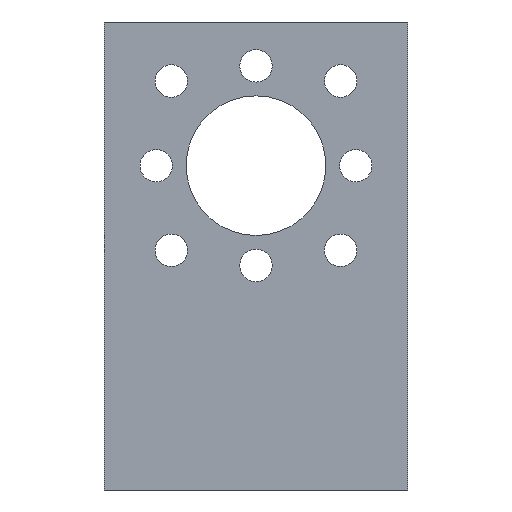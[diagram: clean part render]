
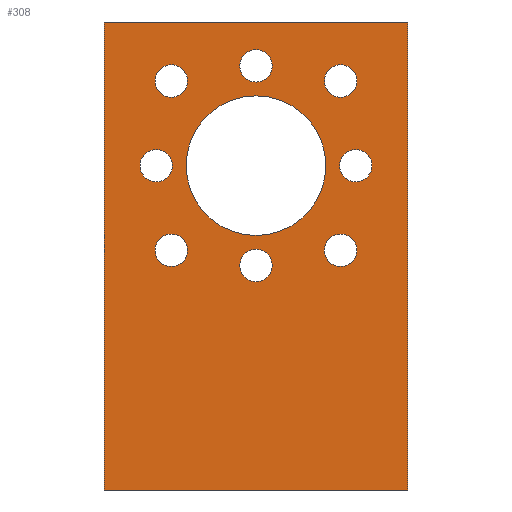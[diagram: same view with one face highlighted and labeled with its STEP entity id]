
A CAD part, left-side view. The second image highlights one B-rep face of the part: STEP entity #308.
In plain terms, the highlighted planar face has unit normal (-1, 0, 0).
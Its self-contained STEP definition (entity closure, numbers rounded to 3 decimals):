
#85=CARTESIAN_POINT('Vertex',(-6.,19.,-40.64)) ;
#90=CARTESIAN_POINT('Line Origine',(-6.,19.,-11.32)) ;
#94=CARTESIAN_POINT('Vertex',(-6.,19.,18.)) ;
#116=CARTESIAN_POINT('Axis2P3D Location',(-6.,0.,0.)) ;
#121=CARTESIAN_POINT('Line Origine',(-6.,0.,18.)) ;
#125=CARTESIAN_POINT('Vertex',(-6.,-19.,18.)) ;
#128=CARTESIAN_POINT('Line Origine',(-6.,0.,-40.64)) ;
#132=CARTESIAN_POINT('Vertex',(-6.,-19.,-40.64)) ;
#135=CARTESIAN_POINT('Line Origine',(-6.,-19.,-11.32)) ;
#146=CARTESIAN_POINT('Axis2P3D Location',(-6.,0.,0.)) ;
#150=CARTESIAN_POINT('Vertex',(-6.,8.75,0.)) ;
#152=CARTESIAN_POINT('Vertex',(-6.,-8.75,0.)) ;
#155=CARTESIAN_POINT('Axis2P3D Location',(-6.,0.,0.)) ;
#164=CARTESIAN_POINT('Axis2P3D Location',(-6.,0.,12.5)) ;
#168=CARTESIAN_POINT('Vertex',(-6.,2.032,12.5)) ;
#170=CARTESIAN_POINT('Vertex',(-6.,-2.032,12.5)) ;
#173=CARTESIAN_POINT('Axis2P3D Location',(-6.,0.,12.5)) ;
#182=CARTESIAN_POINT('Axis2P3D Location',(-6.,-12.5,0.)) ;
#186=CARTESIAN_POINT('Vertex',(-6.,-12.5,2.032)) ;
#188=CARTESIAN_POINT('Vertex',(-6.,-12.5,-2.032)) ;
#191=CARTESIAN_POINT('Axis2P3D Location',(-6.,-12.5,0.)) ;
#200=CARTESIAN_POINT('Axis2P3D Location',(-6.,0.,-12.5)) ;
#204=CARTESIAN_POINT('Vertex',(-6.,-2.032,-12.5)) ;
#206=CARTESIAN_POINT('Vertex',(-6.,2.032,-12.5)) ;
#209=CARTESIAN_POINT('Axis2P3D Location',(-6.,0.,-12.5)) ;
#218=CARTESIAN_POINT('Axis2P3D Location',(-6.,12.5,0.)) ;
#222=CARTESIAN_POINT('Vertex',(-6.,12.5,-2.032)) ;
#224=CARTESIAN_POINT('Vertex',(-6.,12.5,2.032)) ;
#227=CARTESIAN_POINT('Axis2P3D Location',(-6.,12.5,0.)) ;
#236=CARTESIAN_POINT('Axis2P3D Location',(-6.,10.607,10.607)) ;
#240=CARTESIAN_POINT('Vertex',(-6.,12.62,10.335)) ;
#242=CARTESIAN_POINT('Vertex',(-6.,8.593,10.878)) ;
#245=CARTESIAN_POINT('Axis2P3D Location',(-6.,10.607,10.607)) ;
#254=CARTESIAN_POINT('Axis2P3D Location',(-6.,-10.607,10.607)) ;
#258=CARTESIAN_POINT('Vertex',(-6.,-10.335,12.62)) ;
#260=CARTESIAN_POINT('Vertex',(-6.,-10.878,8.593)) ;
#263=CARTESIAN_POINT('Axis2P3D Location',(-6.,-10.607,10.607)) ;
#272=CARTESIAN_POINT('Axis2P3D Location',(-6.,-10.607,-10.607)) ;
#276=CARTESIAN_POINT('Vertex',(-6.,-12.62,-10.335)) ;
#278=CARTESIAN_POINT('Vertex',(-6.,-8.593,-10.878)) ;
#281=CARTESIAN_POINT('Axis2P3D Location',(-6.,-10.607,-10.607)) ;
#290=CARTESIAN_POINT('Axis2P3D Location',(-6.,10.607,-10.607)) ;
#294=CARTESIAN_POINT('Vertex',(-6.,10.335,-12.62)) ;
#296=CARTESIAN_POINT('Vertex',(-6.,10.878,-8.593)) ;
#299=CARTESIAN_POINT('Axis2P3D Location',(-6.,10.607,-10.607)) ;
#91=DIRECTION('Vector Direction',(0.,0.,1.)) ;
#117=DIRECTION('Axis2P3D Direction',(1.,0.,0.)) ;
#118=DIRECTION('Axis2P3D XDirection',(0.,1.,0.)) ;
#122=DIRECTION('Vector Direction',(0.,1.,0.)) ;
#129=DIRECTION('Vector Direction',(0.,-1.,0.)) ;
#136=DIRECTION('Vector Direction',(0.,0.,-1.)) ;
#147=DIRECTION('Axis2P3D Direction',(1.,0.,0.)) ;
#156=DIRECTION('Axis2P3D Direction',(1.,0.,0.)) ;
#165=DIRECTION('Axis2P3D Direction',(1.,0.,0.)) ;
#174=DIRECTION('Axis2P3D Direction',(1.,0.,0.)) ;
#183=DIRECTION('Axis2P3D Direction',(1.,0.,0.)) ;
#192=DIRECTION('Axis2P3D Direction',(1.,0.,0.)) ;
#201=DIRECTION('Axis2P3D Direction',(1.,0.,0.)) ;
#210=DIRECTION('Axis2P3D Direction',(1.,0.,0.)) ;
#219=DIRECTION('Axis2P3D Direction',(1.,0.,0.)) ;
#228=DIRECTION('Axis2P3D Direction',(1.,0.,0.)) ;
#237=DIRECTION('Axis2P3D Direction',(1.,0.,0.)) ;
#246=DIRECTION('Axis2P3D Direction',(1.,0.,0.)) ;
#255=DIRECTION('Axis2P3D Direction',(1.,0.,0.)) ;
#264=DIRECTION('Axis2P3D Direction',(1.,0.,0.)) ;
#273=DIRECTION('Axis2P3D Direction',(1.,0.,0.)) ;
#282=DIRECTION('Axis2P3D Direction',(1.,0.,0.)) ;
#291=DIRECTION('Axis2P3D Direction',(1.,0.,0.)) ;
#300=DIRECTION('Axis2P3D Direction',(1.,0.,0.)) ;
#119=AXIS2_PLACEMENT_3D('Plane Axis2P3D',#116,#117,#118) ;
#148=AXIS2_PLACEMENT_3D('Circle Axis2P3D',#146,#147,$) ;
#157=AXIS2_PLACEMENT_3D('Circle Axis2P3D',#155,#156,$) ;
#166=AXIS2_PLACEMENT_3D('Circle Axis2P3D',#164,#165,$) ;
#175=AXIS2_PLACEMENT_3D('Circle Axis2P3D',#173,#174,$) ;
#184=AXIS2_PLACEMENT_3D('Circle Axis2P3D',#182,#183,$) ;
#193=AXIS2_PLACEMENT_3D('Circle Axis2P3D',#191,#192,$) ;
#202=AXIS2_PLACEMENT_3D('Circle Axis2P3D',#200,#201,$) ;
#211=AXIS2_PLACEMENT_3D('Circle Axis2P3D',#209,#210,$) ;
#220=AXIS2_PLACEMENT_3D('Circle Axis2P3D',#218,#219,$) ;
#229=AXIS2_PLACEMENT_3D('Circle Axis2P3D',#227,#228,$) ;
#238=AXIS2_PLACEMENT_3D('Circle Axis2P3D',#236,#237,$) ;
#247=AXIS2_PLACEMENT_3D('Circle Axis2P3D',#245,#246,$) ;
#256=AXIS2_PLACEMENT_3D('Circle Axis2P3D',#254,#255,$) ;
#265=AXIS2_PLACEMENT_3D('Circle Axis2P3D',#263,#264,$) ;
#274=AXIS2_PLACEMENT_3D('Circle Axis2P3D',#272,#273,$) ;
#283=AXIS2_PLACEMENT_3D('Circle Axis2P3D',#281,#282,$) ;
#292=AXIS2_PLACEMENT_3D('Circle Axis2P3D',#290,#291,$) ;
#301=AXIS2_PLACEMENT_3D('Circle Axis2P3D',#299,#300,$) ;
#141=ORIENTED_EDGE('',*,*,#127,.F.) ;
#142=ORIENTED_EDGE('',*,*,#96,.F.) ;
#143=ORIENTED_EDGE('',*,*,#134,.F.) ;
#144=ORIENTED_EDGE('',*,*,#139,.F.) ;
#161=ORIENTED_EDGE('',*,*,#154,.T.) ;
#162=ORIENTED_EDGE('',*,*,#159,.T.) ;
#179=ORIENTED_EDGE('',*,*,#172,.T.) ;
#180=ORIENTED_EDGE('',*,*,#177,.T.) ;
#197=ORIENTED_EDGE('',*,*,#190,.T.) ;
#198=ORIENTED_EDGE('',*,*,#195,.T.) ;
#215=ORIENTED_EDGE('',*,*,#208,.T.) ;
#216=ORIENTED_EDGE('',*,*,#213,.T.) ;
#233=ORIENTED_EDGE('',*,*,#226,.T.) ;
#234=ORIENTED_EDGE('',*,*,#231,.T.) ;
#251=ORIENTED_EDGE('',*,*,#244,.T.) ;
#252=ORIENTED_EDGE('',*,*,#249,.T.) ;
#269=ORIENTED_EDGE('',*,*,#262,.T.) ;
#270=ORIENTED_EDGE('',*,*,#267,.T.) ;
#287=ORIENTED_EDGE('',*,*,#280,.T.) ;
#288=ORIENTED_EDGE('',*,*,#285,.T.) ;
#305=ORIENTED_EDGE('',*,*,#298,.T.) ;
#306=ORIENTED_EDGE('',*,*,#303,.T.) ;
#163=FACE_BOUND('',#160,.T.) ;
#181=FACE_BOUND('',#178,.T.) ;
#199=FACE_BOUND('',#196,.T.) ;
#217=FACE_BOUND('',#214,.T.) ;
#235=FACE_BOUND('',#232,.T.) ;
#253=FACE_BOUND('',#250,.T.) ;
#271=FACE_BOUND('',#268,.T.) ;
#289=FACE_BOUND('',#286,.T.) ;
#307=FACE_BOUND('',#304,.T.) ;
#92=VECTOR('Line Direction',#91,1.) ;
#123=VECTOR('Line Direction',#122,1.) ;
#130=VECTOR('Line Direction',#129,1.) ;
#137=VECTOR('Line Direction',#136,1.) ;
#308=ADVANCED_FACE('PartBody',(#145,#163,#181,#199,#217,#235,#253,#271,#289,#307),#120,.F.) ;
#149=CIRCLE('generated circle',#148,8.75) ;
#158=CIRCLE('generated circle',#157,8.75) ;
#167=CIRCLE('generated circle',#166,2.032) ;
#176=CIRCLE('generated circle',#175,2.032) ;
#185=CIRCLE('generated circle',#184,2.032) ;
#194=CIRCLE('generated circle',#193,2.032) ;
#203=CIRCLE('generated circle',#202,2.032) ;
#212=CIRCLE('generated circle',#211,2.032) ;
#221=CIRCLE('generated circle',#220,2.032) ;
#230=CIRCLE('generated circle',#229,2.032) ;
#239=CIRCLE('generated circle',#238,2.032) ;
#248=CIRCLE('generated circle',#247,2.032) ;
#257=CIRCLE('generated circle',#256,2.032) ;
#266=CIRCLE('generated circle',#265,2.032) ;
#275=CIRCLE('generated circle',#274,2.032) ;
#284=CIRCLE('generated circle',#283,2.032) ;
#293=CIRCLE('generated circle',#292,2.032) ;
#302=CIRCLE('generated circle',#301,2.032) ;
#96=EDGE_CURVE('',#86,#95,#93,.T.) ;
#127=EDGE_CURVE('',#95,#126,#124,.F.) ;
#134=EDGE_CURVE('',#133,#86,#131,.F.) ;
#139=EDGE_CURVE('',#126,#133,#138,.T.) ;
#154=EDGE_CURVE('',#151,#153,#149,.T.) ;
#159=EDGE_CURVE('',#153,#151,#158,.T.) ;
#172=EDGE_CURVE('',#169,#171,#167,.T.) ;
#177=EDGE_CURVE('',#171,#169,#176,.T.) ;
#190=EDGE_CURVE('',#187,#189,#185,.T.) ;
#195=EDGE_CURVE('',#189,#187,#194,.T.) ;
#208=EDGE_CURVE('',#205,#207,#203,.T.) ;
#213=EDGE_CURVE('',#207,#205,#212,.T.) ;
#226=EDGE_CURVE('',#223,#225,#221,.T.) ;
#231=EDGE_CURVE('',#225,#223,#230,.T.) ;
#244=EDGE_CURVE('',#241,#243,#239,.T.) ;
#249=EDGE_CURVE('',#243,#241,#248,.T.) ;
#262=EDGE_CURVE('',#259,#261,#257,.T.) ;
#267=EDGE_CURVE('',#261,#259,#266,.T.) ;
#280=EDGE_CURVE('',#277,#279,#275,.T.) ;
#285=EDGE_CURVE('',#279,#277,#284,.T.) ;
#298=EDGE_CURVE('',#295,#297,#293,.T.) ;
#303=EDGE_CURVE('',#297,#295,#302,.T.) ;
#140=EDGE_LOOP('',(#141,#142,#143,#144)) ;
#160=EDGE_LOOP('',(#161,#162)) ;
#178=EDGE_LOOP('',(#179,#180)) ;
#196=EDGE_LOOP('',(#197,#198)) ;
#214=EDGE_LOOP('',(#215,#216)) ;
#232=EDGE_LOOP('',(#233,#234)) ;
#250=EDGE_LOOP('',(#251,#252)) ;
#268=EDGE_LOOP('',(#269,#270)) ;
#286=EDGE_LOOP('',(#287,#288)) ;
#304=EDGE_LOOP('',(#305,#306)) ;
#145=FACE_OUTER_BOUND('',#140,.T.) ;
#93=LINE('Line',#90,#92) ;
#124=LINE('Line',#121,#123) ;
#131=LINE('Line',#128,#130) ;
#138=LINE('Line',#135,#137) ;
#120=PLANE('Plane',#119) ;
#86=VERTEX_POINT('',#85) ;
#95=VERTEX_POINT('',#94) ;
#126=VERTEX_POINT('',#125) ;
#133=VERTEX_POINT('',#132) ;
#151=VERTEX_POINT('',#150) ;
#153=VERTEX_POINT('',#152) ;
#169=VERTEX_POINT('',#168) ;
#171=VERTEX_POINT('',#170) ;
#187=VERTEX_POINT('',#186) ;
#189=VERTEX_POINT('',#188) ;
#205=VERTEX_POINT('',#204) ;
#207=VERTEX_POINT('',#206) ;
#223=VERTEX_POINT('',#222) ;
#225=VERTEX_POINT('',#224) ;
#241=VERTEX_POINT('',#240) ;
#243=VERTEX_POINT('',#242) ;
#259=VERTEX_POINT('',#258) ;
#261=VERTEX_POINT('',#260) ;
#277=VERTEX_POINT('',#276) ;
#279=VERTEX_POINT('',#278) ;
#295=VERTEX_POINT('',#294) ;
#297=VERTEX_POINT('',#296) ;
